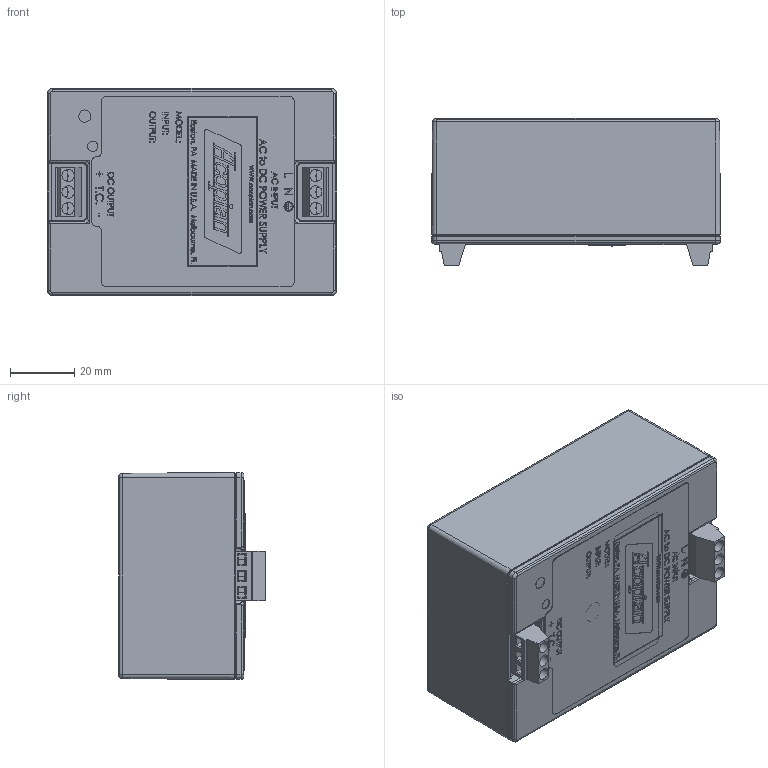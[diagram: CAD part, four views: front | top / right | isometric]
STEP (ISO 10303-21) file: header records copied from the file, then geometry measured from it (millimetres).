
FILE_DESCRIPTION (( 'STEP AP214' ), '1' );
FILE_NAME ('AB-13.STEP', '2021-09-14T14:12:47', ( '' ), ( '' ), 'SwSTEP 2.0', 'SolidWorks 2021', '' );
FILE_SCHEMA (( 'AUTOMOTIVE_DESIGN' ));
Length unit declared in the file: inch
Products named in the file (12): E6200-30 AB LID.ipt; E6200-23T CONN GASKET tape.ipt; AB-13.ipt; AB-13; e6700-15.ipt; E6700-17.ipt; PCBA dc-dc 2H.iam; E6700-xx heat spreader.ipt; ACOPIAN LABEL; AB-XXX; mkdsn 5.08MM 3PLACE.ipt; AB-XX LABEL
Assembly tree (12 placements, depth 3):
  AB-13
    PCBA dc-dc 2H.iam
      E6200-30 AB LID.ipt
      mkdsn 5.08MM 3PLACE.ipt  x2
      e6700-15.ipt
      E6700-17.ipt
      AB-13.ipt
      E6700-xx heat spreader.ipt
      E6200-23T CONN GASKET tape.ipt
    AB-XX LABEL
      AB-XXX
      ACOPIAN LABEL
Bounding box: 89.66 x 45.53 x 64.26 mm (x, y, z)
Volume: 57419.6 mm3; surface area: 76504.5 mm2
Topology: 12 solids, 12 shells, 2414 faces, 6397 edges, 4170 vertices
Faces by surface type: plane 1478, bspline 488, cylinder 244, cone 152, torus 52
Entity records: 118992 total; most frequent: CARTESIAN_POINT 42217, ORIENTED_EDGE 12474, DIRECTION 9493, EDGE_CURVE 6237, VECTOR 4509, LINE 4509, VERTEX_POINT 4070, EDGE_LOOP 2583
